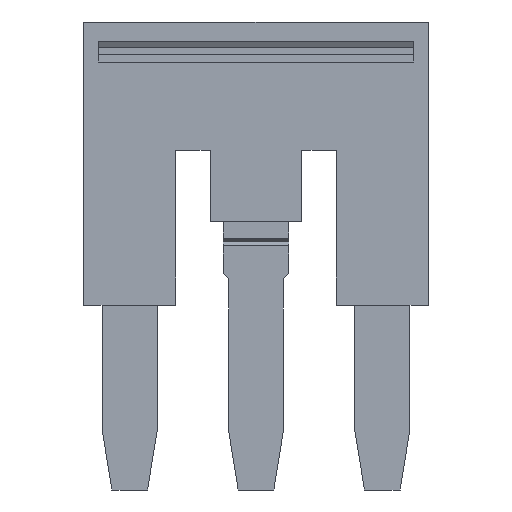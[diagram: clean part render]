
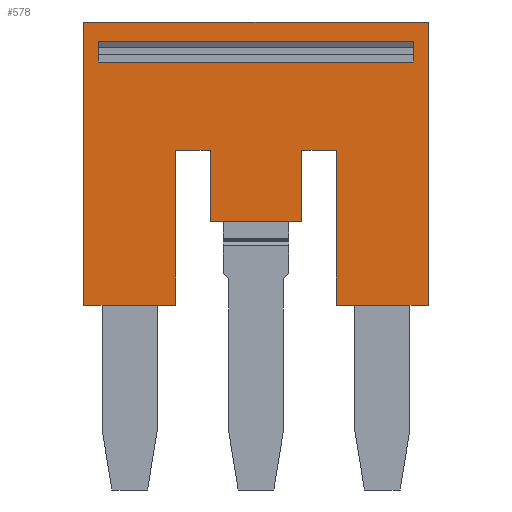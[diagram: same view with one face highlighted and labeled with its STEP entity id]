
A CAD part, front view. The second image highlights one B-rep face of the part: STEP entity #578.
In plain terms, the highlighted face is planar.
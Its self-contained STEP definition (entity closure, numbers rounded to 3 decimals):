
#70=CARTESIAN_POINT('',(5.607,-23.075,48.31));
#71=VERTEX_POINT('',#70);
#78=CARTESIAN_POINT('',(5.607,-15.475,48.31));
#79=VERTEX_POINT('',#78);
#80=CARTESIAN_POINT('',(5.607,-23.075,48.31));
#81=DIRECTION('',(0.,1.,0.));
#82=VECTOR('',#81,7.6);
#83=LINE('',#80,#82);
#84=EDGE_CURVE('',#71,#79,#83,.T.);
#134=CARTESIAN_POINT('',(5.607,-23.075,43.81));
#135=VERTEX_POINT('',#134);
#136=CARTESIAN_POINT('',(5.607,-23.075,43.81));
#137=DIRECTION('',(0.,0.,1.));
#138=VECTOR('',#137,4.5);
#139=LINE('',#136,#138);
#140=EDGE_CURVE('',#135,#71,#139,.T.);
#165=CARTESIAN_POINT('',(5.607,-15.475,54.51));
#166=VERTEX_POINT('',#165);
#175=CARTESIAN_POINT('',(5.607,-15.475,56.21));
#176=VERTEX_POINT('',#175);
#177=CARTESIAN_POINT('',(5.607,-15.475,54.51));
#178=DIRECTION('',(0.,0.,1.));
#179=VECTOR('',#178,1.7);
#180=LINE('',#177,#179);
#181=EDGE_CURVE('',#166,#176,#180,.T.);
#318=CARTESIAN_POINT('',(5.607,-18.975,54.51));
#319=VERTEX_POINT('',#318);
#320=CARTESIAN_POINT('',(5.607,-15.475,54.51));
#321=DIRECTION('',(0.,-1.,0.));
#322=VECTOR('',#321,3.5);
#323=LINE('',#320,#322);
#324=EDGE_CURVE('',#166,#319,#323,.T.);
#342=CARTESIAN_POINT('',(5.607,-9.175,60.71));
#343=VERTEX_POINT('',#342);
#344=CARTESIAN_POINT('',(5.607,-9.175,43.81));
#345=VERTEX_POINT('',#344);
#346=CARTESIAN_POINT('',(5.607,-9.175,60.71));
#347=DIRECTION('',(0.,0.,-1.));
#348=VECTOR('',#347,16.9);
#349=LINE('',#346,#348);
#350=EDGE_CURVE('',#343,#345,#349,.T.);
#374=CARTESIAN_POINT('',(5.607,-15.475,50.01));
#375=VERTEX_POINT('',#374);
#382=CARTESIAN_POINT('',(5.607,-18.975,50.01));
#383=VERTEX_POINT('',#382);
#384=CARTESIAN_POINT('',(5.607,-15.475,50.01));
#385=DIRECTION('',(0.,-1.,0.));
#386=VECTOR('',#385,3.5);
#387=LINE('',#384,#386);
#388=EDGE_CURVE('',#375,#383,#387,.T.);
#405=CARTESIAN_POINT('',(5.607,-15.475,48.31));
#406=DIRECTION('',(0.,0.,1.));
#407=VECTOR('',#406,1.7);
#408=LINE('',#405,#407);
#409=EDGE_CURVE('',#79,#375,#408,.T.);
#455=CARTESIAN_POINT('',(5.607,-23.075,56.21));
#456=VERTEX_POINT('',#455);
#457=CARTESIAN_POINT('',(5.607,-23.075,60.71));
#458=VERTEX_POINT('',#457);
#459=CARTESIAN_POINT('',(5.607,-23.075,56.21));
#460=DIRECTION('',(0.,0.,1.));
#461=VECTOR('',#460,4.5);
#462=LINE('',#459,#461);
#463=EDGE_CURVE('',#456,#458,#462,.T.);
#488=CARTESIAN_POINT('',(5.607,-9.175,43.81));
#489=DIRECTION('',(0.,-1.,0.));
#490=VECTOR('',#489,13.9);
#491=LINE('',#488,#490);
#492=EDGE_CURVE('',#345,#135,#491,.T.);
#505=CARTESIAN_POINT('',(5.607,-15.475,56.21));
#506=DIRECTION('',(0.,-1.,0.));
#507=VECTOR('',#506,7.6);
#508=LINE('',#505,#507);
#509=EDGE_CURVE('',#176,#456,#508,.T.);
#515=CARTESIAN_POINT('',(5.607,-6.933,46.17));
#516=DIRECTION('',(-1.,0.,0.));
#517=DIRECTION('',(0.,-1.,0.));
#518=AXIS2_PLACEMENT_3D('',#515,#516,#517);
#519=PLANE('',#518);
#520=ORIENTED_EDGE('',*,*,#388,.F.);
#521=ORIENTED_EDGE('',*,*,#409,.F.);
#522=ORIENTED_EDGE('',*,*,#84,.F.);
#523=ORIENTED_EDGE('',*,*,#140,.F.);
#524=ORIENTED_EDGE('',*,*,#492,.F.);
#525=ORIENTED_EDGE('',*,*,#350,.F.);
#526=CARTESIAN_POINT('',(5.607,-23.075,60.71));
#527=DIRECTION('',(0.,1.,0.));
#528=VECTOR('',#527,13.9);
#529=LINE('',#526,#528);
#530=EDGE_CURVE('',#458,#343,#529,.T.);
#531=ORIENTED_EDGE('',*,*,#530,.F.);
#532=ORIENTED_EDGE('',*,*,#463,.F.);
#533=ORIENTED_EDGE('',*,*,#509,.F.);
#534=ORIENTED_EDGE('',*,*,#181,.F.);
#535=ORIENTED_EDGE('',*,*,#324,.T.);
#536=CARTESIAN_POINT('',(5.607,-18.975,50.01));
#537=DIRECTION('',(0.,0.,1.));
#538=VECTOR('',#537,4.5);
#539=LINE('',#536,#538);
#540=EDGE_CURVE('',#383,#319,#539,.T.);
#541=ORIENTED_EDGE('',*,*,#540,.F.);
#542=EDGE_LOOP('',(#520,#521,#522,#523,#524,#525,#531,#532,#533,#534,#535,#541));
#543=FACE_BOUND('',#542,.T.);
#544=CARTESIAN_POINT('',(5.607,-11.139,44.51));
#545=VERTEX_POINT('',#544);
#546=CARTESIAN_POINT('',(5.607,-10.141,44.51));
#547=VERTEX_POINT('',#546);
#548=CARTESIAN_POINT('',(5.607,-11.139,44.51));
#549=DIRECTION('',(0.,1.,0.));
#550=VECTOR('',#549,0.998);
#551=LINE('',#548,#550);
#552=EDGE_CURVE('',#545,#547,#551,.T.);
#553=ORIENTED_EDGE('',*,*,#552,.F.);
#554=CARTESIAN_POINT('',(5.607,-11.139,60.01));
#555=VERTEX_POINT('',#554);
#556=CARTESIAN_POINT('',(5.607,-11.139,44.51));
#557=DIRECTION('',(0.,0.,1.));
#558=VECTOR('',#557,15.5);
#559=LINE('',#556,#558);
#560=EDGE_CURVE('',#545,#555,#559,.T.);
#561=ORIENTED_EDGE('',*,*,#560,.T.);
#562=CARTESIAN_POINT('',(5.607,-10.141,60.01));
#563=VERTEX_POINT('',#562);
#564=CARTESIAN_POINT('',(5.607,-11.139,60.01));
#565=DIRECTION('',(0.,1.,0.));
#566=VECTOR('',#565,0.998);
#567=LINE('',#564,#566);
#568=EDGE_CURVE('',#555,#563,#567,.T.);
#569=ORIENTED_EDGE('',*,*,#568,.T.);
#570=CARTESIAN_POINT('',(5.607,-10.141,60.01));
#571=DIRECTION('',(0.,0.,-1.));
#572=VECTOR('',#571,15.5);
#573=LINE('',#570,#572);
#574=EDGE_CURVE('',#563,#547,#573,.T.);
#575=ORIENTED_EDGE('',*,*,#574,.T.);
#576=EDGE_LOOP('',(#553,#561,#569,#575));
#577=FACE_BOUND('',#576,.T.);
#578=ADVANCED_FACE('',(#543,#577),#519,.F.);
